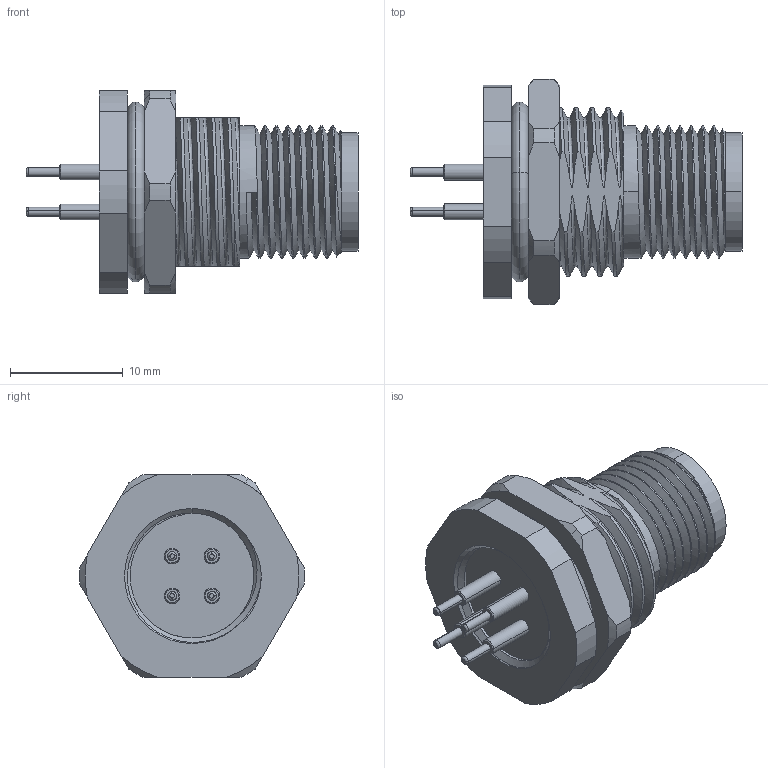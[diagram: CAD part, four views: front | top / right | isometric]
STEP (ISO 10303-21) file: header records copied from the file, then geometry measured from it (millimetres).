
FILE_DESCRIPTION (( 'STEP AP203' ), '1' );
FILE_NAME ('54-00343revA.STEP', '2023-02-03T22:11:44', ( '' ), ( '' ), 'SwSTEP 2.0', 'SolidWorks 2021', '' );
FILE_SCHEMA (( 'CONFIG_CONTROL_DESIGN' ));
Length unit declared in the file: millimetre
Products named in the file (6): 54-00343-03___; 54-00343-05___; 54-00343revA; 54-00343-04___; 54-00343-01___; 54-00343-02
Assembly tree (8 placements, depth 2):
  54-00343revA
    54-00343-01___
    54-00343-02
    54-00343-03___  x4
    54-00343-04___
    54-00343-05___
Bounding box: 29.5 x 19.99 x 18 mm (x, y, z)
Volume: 3063.6 mm3; surface area: 5319.9 mm2
Topology: 8 solids, 8 shells, 330 faces, 800 edges, 512 vertices
Faces by surface type: cylinder 131, plane 67, cone 51, bspline 45, torus 36
Entity records: 22293 total; most frequent: CARTESIAN_POINT 16155, ORIENTED_EDGE 1276, DIRECTION 993, EDGE_CURVE 638, VERTEX_POINT 416, AXIS2_PLACEMENT_3D 400, EDGE_LOOP 274, ADVANCED_FACE 246
